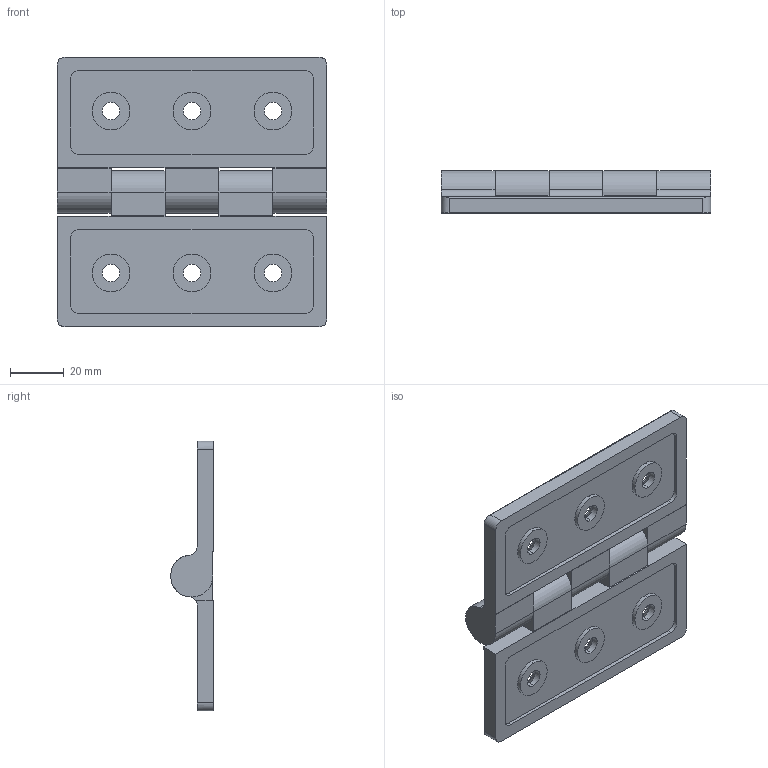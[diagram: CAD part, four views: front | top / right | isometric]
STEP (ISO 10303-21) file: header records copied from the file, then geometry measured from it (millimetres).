
FILE_DESCRIPTION (( 'STEP AP203' ), '1' );
FILE_NAME ('B-1064-1_.STEP', '2007-03-03T04:02:38', ( ' ' ), ( ' ' ), 'SwSTEP 2.0', 'SolidWorks 2006004', '' );
FILE_SCHEMA (( 'CONFIG_CONTROL_DESIGN' ));
Length unit declared in the file: millimetre
Products named in the file (4): B-1064-1_僸儞僕A丒B_僸儞僕A乮岞奐梡乯; B-1064-1_ピン_ピン（組立）; B-1064-1_; B-1064-1_僸儞僕A丒B_僸儞僕B乮岞奐梡乯
Assembly tree (3 placements, depth 2):
  B-1064-1_
    B-1064-1_僸儞僕A丒B_僸儞僕A乮岞奐梡乯
    B-1064-1_ピン_ピン（組立）
    B-1064-1_僸儞僕A丒B_僸儞僕B乮岞奐梡乯
Bounding box: 100 x 15.79 x 100 mm (x, y, z)
Volume: 61326.7 mm3; surface area: 32155.4 mm2
Topology: 3 solids, 3 shells, 134 faces, 322 edges, 204 vertices
Faces by surface type: cylinder 74, plane 48, cone 12
Entity records: 4392 total; most frequent: DIRECTION 750, CARTESIAN_POINT 694, ORIENTED_EDGE 644, EDGE_CURVE 322, AXIS2_PLACEMENT_3D 292, VERTEX_POINT 204, LINE 166, VECTOR 166
